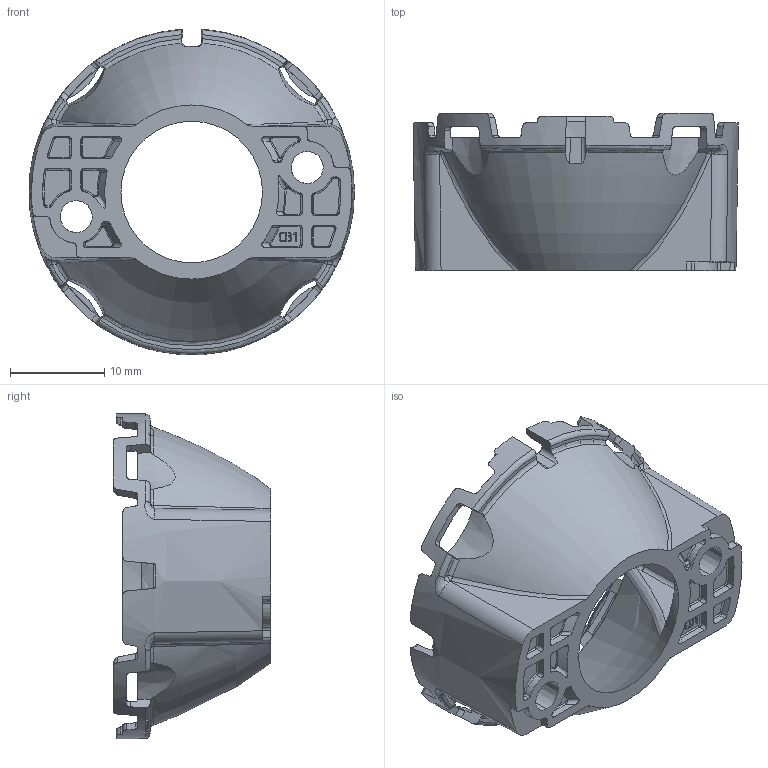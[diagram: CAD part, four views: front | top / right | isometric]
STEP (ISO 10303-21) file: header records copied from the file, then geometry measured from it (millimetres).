
FILE_DESCRIPTION(('STEP AP214'),'1');
FILE_NAME('HOLDER COL 32 B+W.stp','2022-03-21T14:16:26',(' '),(' '),'Spatial InterOp 3D',' ',' ');
FILE_SCHEMA(('AUTOMOTIVE_DESIGN { 1 0 10303 214 1 1 1 1 }'));
Length unit declared in the file: millimetre
Products named in the file (1): HOLDER COL 32 B+W
Bounding box: 34.41 x 16.63 x 34.43 mm (x, y, z)
Volume: 2334.9 mm3; surface area: 3879.6 mm2
Topology: 1 solids, 1 shells, 548 faces, 1531 edges, 991 vertices
Faces by surface type: plane 145, cylinder 134, torus 78, bspline 69, cone 60, extrusion 48, sphere 10, revolution 4
Entity records: 29910 total; most frequent: CARTESIAN_POINT 12967, ORIENTED_EDGE 3054, DIRECTION 1968, EDGE_CURVE 1527, VERTEX_POINT 991, B_SPLINE_CURVE_WITH_KNOTS 850, AXIS2_PLACEMENT_3D 765, EDGE_LOOP 572
